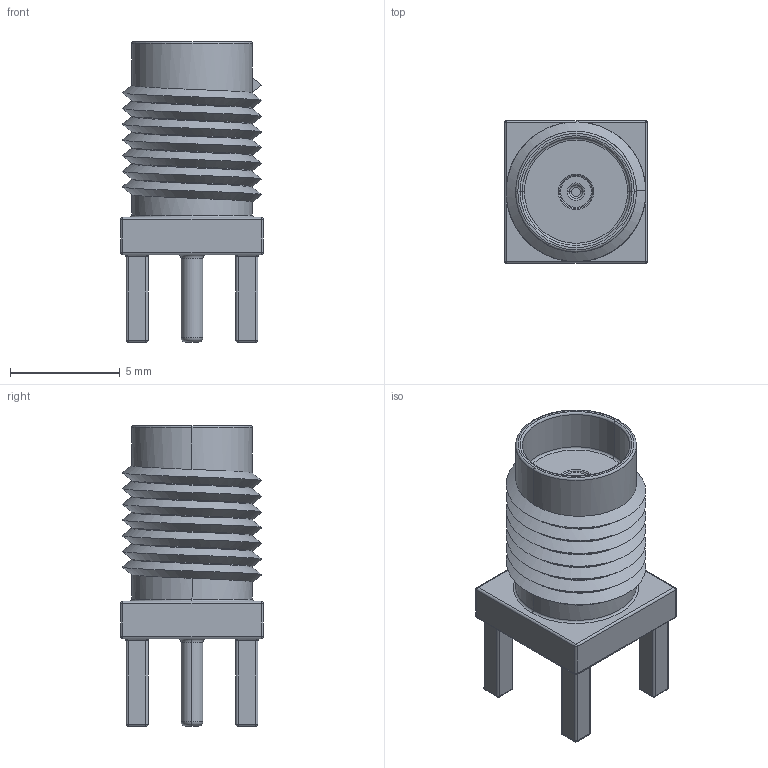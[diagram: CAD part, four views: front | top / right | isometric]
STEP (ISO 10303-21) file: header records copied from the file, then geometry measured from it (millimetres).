
FILE_DESCRIPTION (( 'STEP AP214' ), '1' );
FILE_NAME ('User Library-LNB.STEP', '2016-03-14T07:54:32', ( 'Windows User' ), ( '' ), 'SwSTEP 2.0', 'SolidWorks 2016', '' );
FILE_SCHEMA (( 'AUTOMOTIVE_DESIGN' ));
Length unit declared in the file: millimetre
Products named in the file (1): User Library-LNB
Bounding box: 6.5 x 6.5 x 13.7 mm (x, y, z)
Volume: 259.4 mm3; surface area: 434.9 mm2
Topology: 1 solids, 1 shells, 179 faces, 403 edges, 196 vertices
Faces by surface type: cylinder 81, plane 34, sphere 24, torus 22, bspline 18
Entity records: 7397 total; most frequent: CARTESIAN_POINT 1855, DIRECTION 774, ORIENTED_EDGE 726, EDGE_CURVE 363, AXIS2_PLACEMENT_3D 314, VERTEX_POINT 196, EDGE_LOOP 189, UNCERTAINTY_MEASURE_WITH_UNIT 182
